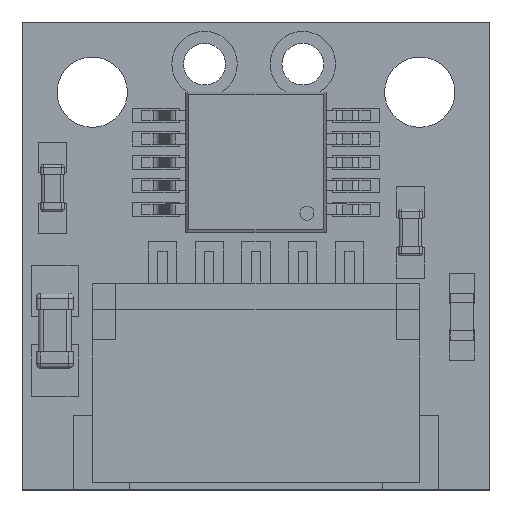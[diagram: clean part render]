
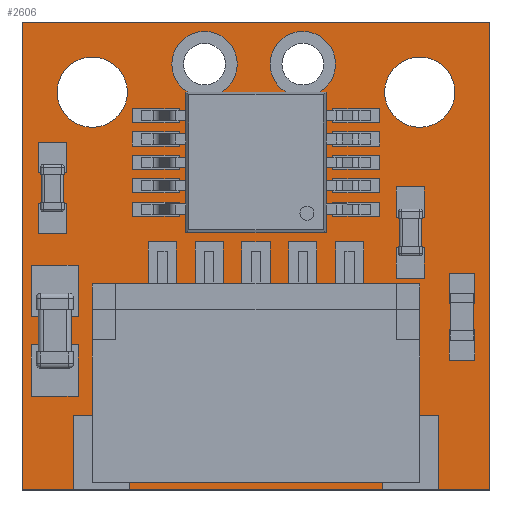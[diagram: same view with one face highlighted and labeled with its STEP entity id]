
A CAD part, top view. The second image highlights one B-rep face of the part: STEP entity #2606.
In plain terms, the highlighted planar face has unit normal (0, 0, 1).
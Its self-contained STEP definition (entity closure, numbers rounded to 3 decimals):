
#1968 = VERTEX_POINT('',#1969);
#1969 = CARTESIAN_POINT('',(15.,10.,0.6));
#1976 = PLANE('',#1977);
#1977 = AXIS2_PLACEMENT_3D('',#1978,#1979,#1980);
#1978 = CARTESIAN_POINT('',(15.,10.,0.));
#1979 = DIRECTION('',(0.,1.,0.));
#1980 = DIRECTION('',(1.,0.,0.));
#1988 = PLANE('',#1989);
#1989 = AXIS2_PLACEMENT_3D('',#1990,#1991,#1992);
#1990 = CARTESIAN_POINT('',(15.,20.,0.));
#1991 = DIRECTION('',(1.,0.,0.));
#1992 = DIRECTION('',(0.,-1.,0.));
#2000 = EDGE_CURVE('',#1968,#2001,#2003,.T.);
#2001 = VERTEX_POINT('',#2002);
#2002 = CARTESIAN_POINT('',(25.,10.,0.6));
#2003 = SURFACE_CURVE('',#2004,(#2008,#2015),.PCURVE_S1.);
#2004 = LINE('',#2005,#2006);
#2005 = CARTESIAN_POINT('',(15.,10.,0.6));
#2006 = VECTOR('',#2007,1.);
#2007 = DIRECTION('',(1.,0.,0.));
#2008 = PCURVE('',#1976,#2009);
#2009 = DEFINITIONAL_REPRESENTATION('',(#2010),#2014);
#2010 = LINE('',#2011,#2012);
#2011 = CARTESIAN_POINT('',(0.,-0.6));
#2012 = VECTOR('',#2013,1.);
#2013 = DIRECTION('',(1.,0.));
#2014 = ( GEOMETRIC_REPRESENTATION_CONTEXT(2) 
PARAMETRIC_REPRESENTATION_CONTEXT() REPRESENTATION_CONTEXT('2D SPACE',''
  ) );
#2015 = PCURVE('',#2016,#2021);
#2016 = PLANE('',#2017);
#2017 = AXIS2_PLACEMENT_3D('',#2018,#2019,#2020);
#2018 = CARTESIAN_POINT('',(20.,15.,0.6));
#2019 = DIRECTION('',(0.,0.,1.));
#2020 = DIRECTION('',(1.,0.,-0.));
#2021 = DEFINITIONAL_REPRESENTATION('',(#2022),#2026);
#2022 = LINE('',#2023,#2024);
#2023 = CARTESIAN_POINT('',(-5.,-5.));
#2024 = VECTOR('',#2025,1.);
#2025 = DIRECTION('',(1.,0.));
#2026 = ( GEOMETRIC_REPRESENTATION_CONTEXT(2) 
PARAMETRIC_REPRESENTATION_CONTEXT() REPRESENTATION_CONTEXT('2D SPACE',''
  ) );
#2044 = PLANE('',#2045);
#2045 = AXIS2_PLACEMENT_3D('',#2046,#2047,#2048);
#2046 = CARTESIAN_POINT('',(25.,10.,0.));
#2047 = DIRECTION('',(-1.,0.,0.));
#2048 = DIRECTION('',(0.,1.,0.));
#2088 = VERTEX_POINT('',#2089);
#2089 = CARTESIAN_POINT('',(15.,20.,0.6));
#2103 = PLANE('',#2104);
#2104 = AXIS2_PLACEMENT_3D('',#2105,#2106,#2107);
#2105 = CARTESIAN_POINT('',(25.,20.,0.));
#2106 = DIRECTION('',(0.,-1.,0.));
#2107 = DIRECTION('',(-1.,0.,0.));
#2115 = EDGE_CURVE('',#2088,#1968,#2116,.T.);
#2116 = SURFACE_CURVE('',#2117,(#2121,#2128),.PCURVE_S1.);
#2117 = LINE('',#2118,#2119);
#2118 = CARTESIAN_POINT('',(15.,20.,0.6));
#2119 = VECTOR('',#2120,1.);
#2120 = DIRECTION('',(0.,-1.,0.));
#2121 = PCURVE('',#1988,#2122);
#2122 = DEFINITIONAL_REPRESENTATION('',(#2123),#2127);
#2123 = LINE('',#2124,#2125);
#2124 = CARTESIAN_POINT('',(0.,-0.6));
#2125 = VECTOR('',#2126,1.);
#2126 = DIRECTION('',(1.,0.));
#2127 = ( GEOMETRIC_REPRESENTATION_CONTEXT(2) 
PARAMETRIC_REPRESENTATION_CONTEXT() REPRESENTATION_CONTEXT('2D SPACE',''
  ) );
#2128 = PCURVE('',#2016,#2129);
#2129 = DEFINITIONAL_REPRESENTATION('',(#2130),#2134);
#2130 = LINE('',#2131,#2132);
#2131 = CARTESIAN_POINT('',(-5.,5.));
#2132 = VECTOR('',#2133,1.);
#2133 = DIRECTION('',(0.,-1.));
#2134 = ( GEOMETRIC_REPRESENTATION_CONTEXT(2) 
PARAMETRIC_REPRESENTATION_CONTEXT() REPRESENTATION_CONTEXT('2D SPACE',''
  ) );
#2162 = EDGE_CURVE('',#2001,#2163,#2165,.T.);
#2163 = VERTEX_POINT('',#2164);
#2164 = CARTESIAN_POINT('',(25.,20.,0.6));
#2165 = SURFACE_CURVE('',#2166,(#2170,#2177),.PCURVE_S1.);
#2166 = LINE('',#2167,#2168);
#2167 = CARTESIAN_POINT('',(25.,10.,0.6));
#2168 = VECTOR('',#2169,1.);
#2169 = DIRECTION('',(0.,1.,0.));
#2170 = PCURVE('',#2044,#2171);
#2171 = DEFINITIONAL_REPRESENTATION('',(#2172),#2176);
#2172 = LINE('',#2173,#2174);
#2173 = CARTESIAN_POINT('',(0.,-0.6));
#2174 = VECTOR('',#2175,1.);
#2175 = DIRECTION('',(1.,0.));
#2176 = ( GEOMETRIC_REPRESENTATION_CONTEXT(2) 
PARAMETRIC_REPRESENTATION_CONTEXT() REPRESENTATION_CONTEXT('2D SPACE',''
  ) );
#2177 = PCURVE('',#2016,#2178);
#2178 = DEFINITIONAL_REPRESENTATION('',(#2179),#2183);
#2179 = LINE('',#2180,#2181);
#2180 = CARTESIAN_POINT('',(5.,-5.));
#2181 = VECTOR('',#2182,1.);
#2182 = DIRECTION('',(0.,1.));
#2183 = ( GEOMETRIC_REPRESENTATION_CONTEXT(2) 
PARAMETRIC_REPRESENTATION_CONTEXT() REPRESENTATION_CONTEXT('2D SPACE',''
  ) );
#2233 = EDGE_CURVE('',#2163,#2088,#2234,.T.);
#2234 = SURFACE_CURVE('',#2235,(#2239,#2246),.PCURVE_S1.);
#2235 = LINE('',#2236,#2237);
#2236 = CARTESIAN_POINT('',(25.,20.,0.6));
#2237 = VECTOR('',#2238,1.);
#2238 = DIRECTION('',(-1.,0.,0.));
#2239 = PCURVE('',#2103,#2240);
#2240 = DEFINITIONAL_REPRESENTATION('',(#2241),#2245);
#2241 = LINE('',#2242,#2243);
#2242 = CARTESIAN_POINT('',(0.,-0.6));
#2243 = VECTOR('',#2244,1.);
#2244 = DIRECTION('',(1.,0.));
#2245 = ( GEOMETRIC_REPRESENTATION_CONTEXT(2) 
PARAMETRIC_REPRESENTATION_CONTEXT() REPRESENTATION_CONTEXT('2D SPACE',''
  ) );
#2246 = PCURVE('',#2016,#2247);
#2247 = DEFINITIONAL_REPRESENTATION('',(#2248),#2252);
#2248 = LINE('',#2249,#2250);
#2249 = CARTESIAN_POINT('',(5.,5.));
#2250 = VECTOR('',#2251,1.);
#2251 = DIRECTION('',(-1.,0.));
#2252 = ( GEOMETRIC_REPRESENTATION_CONTEXT(2) 
PARAMETRIC_REPRESENTATION_CONTEXT() REPRESENTATION_CONTEXT('2D SPACE',''
  ) );
#2289 = CYLINDRICAL_SURFACE('',#2290,0.751);
#2290 = AXIS2_PLACEMENT_3D('',#2291,#2292,#2293);
#2291 = CARTESIAN_POINT('',(16.5,18.5,0.));
#2292 = DIRECTION('',(-0.,-0.,-1.));
#2293 = DIRECTION('',(1.,0.,0.));
#2309 = VERTEX_POINT('',#2310);
#2310 = CARTESIAN_POINT('',(17.251,18.5,0.6));
#2331 = EDGE_CURVE('',#2309,#2309,#2332,.T.);
#2332 = SURFACE_CURVE('',#2333,(#2338,#2345),.PCURVE_S1.);
#2333 = CIRCLE('',#2334,0.751);
#2334 = AXIS2_PLACEMENT_3D('',#2335,#2336,#2337);
#2335 = CARTESIAN_POINT('',(16.5,18.5,0.6));
#2336 = DIRECTION('',(0.,0.,1.));
#2337 = DIRECTION('',(1.,0.,-0.));
#2338 = PCURVE('',#2289,#2339);
#2339 = DEFINITIONAL_REPRESENTATION('',(#2340),#2344);
#2340 = LINE('',#2341,#2342);
#2341 = CARTESIAN_POINT('',(6.283,-0.6));
#2342 = VECTOR('',#2343,1.);
#2343 = DIRECTION('',(-1.,0.));
#2344 = ( GEOMETRIC_REPRESENTATION_CONTEXT(2) 
PARAMETRIC_REPRESENTATION_CONTEXT() REPRESENTATION_CONTEXT('2D SPACE',''
  ) );
#2345 = PCURVE('',#2016,#2346);
#2346 = DEFINITIONAL_REPRESENTATION('',(#2347),#2351);
#2347 = CIRCLE('',#2348,0.751);
#2348 = AXIS2_PLACEMENT_2D('',#2349,#2350);
#2349 = CARTESIAN_POINT('',(-3.5,3.5));
#2350 = DIRECTION('',(1.,0.));
#2351 = ( GEOMETRIC_REPRESENTATION_CONTEXT(2) 
PARAMETRIC_REPRESENTATION_CONTEXT() REPRESENTATION_CONTEXT('2D SPACE',''
  ) );
#2367 = CYLINDRICAL_SURFACE('',#2368,0.751);
#2368 = AXIS2_PLACEMENT_3D('',#2369,#2370,#2371);
#2369 = CARTESIAN_POINT('',(23.5,18.5,0.));
#2370 = DIRECTION('',(-0.,-0.,-1.));
#2371 = DIRECTION('',(1.,0.,0.));
#2387 = VERTEX_POINT('',#2388);
#2388 = CARTESIAN_POINT('',(24.251,18.5,0.6));
#2409 = EDGE_CURVE('',#2387,#2387,#2410,.T.);
#2410 = SURFACE_CURVE('',#2411,(#2416,#2423),.PCURVE_S1.);
#2411 = CIRCLE('',#2412,0.751);
#2412 = AXIS2_PLACEMENT_3D('',#2413,#2414,#2415);
#2413 = CARTESIAN_POINT('',(23.5,18.5,0.6));
#2414 = DIRECTION('',(0.,0.,1.));
#2415 = DIRECTION('',(1.,0.,-0.));
#2416 = PCURVE('',#2367,#2417);
#2417 = DEFINITIONAL_REPRESENTATION('',(#2418),#2422);
#2418 = LINE('',#2419,#2420);
#2419 = CARTESIAN_POINT('',(6.283,-0.6));
#2420 = VECTOR('',#2421,1.);
#2421 = DIRECTION('',(-1.,0.));
#2422 = ( GEOMETRIC_REPRESENTATION_CONTEXT(2) 
PARAMETRIC_REPRESENTATION_CONTEXT() REPRESENTATION_CONTEXT('2D SPACE',''
  ) );
#2423 = PCURVE('',#2016,#2424);
#2424 = DEFINITIONAL_REPRESENTATION('',(#2425),#2429);
#2425 = CIRCLE('',#2426,0.751);
#2426 = AXIS2_PLACEMENT_2D('',#2427,#2428);
#2427 = CARTESIAN_POINT('',(3.5,3.5));
#2428 = DIRECTION('',(1.,0.));
#2429 = ( GEOMETRIC_REPRESENTATION_CONTEXT(2) 
PARAMETRIC_REPRESENTATION_CONTEXT() REPRESENTATION_CONTEXT('2D SPACE',''
  ) );
#2445 = CYLINDRICAL_SURFACE('',#2446,0.446);
#2446 = AXIS2_PLACEMENT_3D('',#2447,#2448,#2449);
#2447 = CARTESIAN_POINT('',(18.9,19.1,0.));
#2448 = DIRECTION('',(-0.,-0.,-1.));
#2449 = DIRECTION('',(1.,0.,0.));
#2465 = VERTEX_POINT('',#2466);
#2466 = CARTESIAN_POINT('',(19.346,19.1,0.6));
#2487 = EDGE_CURVE('',#2465,#2465,#2488,.T.);
#2488 = SURFACE_CURVE('',#2489,(#2494,#2501),.PCURVE_S1.);
#2489 = CIRCLE('',#2490,0.446);
#2490 = AXIS2_PLACEMENT_3D('',#2491,#2492,#2493);
#2491 = CARTESIAN_POINT('',(18.9,19.1,0.6));
#2492 = DIRECTION('',(0.,0.,1.));
#2493 = DIRECTION('',(1.,0.,-0.));
#2494 = PCURVE('',#2445,#2495);
#2495 = DEFINITIONAL_REPRESENTATION('',(#2496),#2500);
#2496 = LINE('',#2497,#2498);
#2497 = CARTESIAN_POINT('',(6.283,-0.6));
#2498 = VECTOR('',#2499,1.);
#2499 = DIRECTION('',(-1.,0.));
#2500 = ( GEOMETRIC_REPRESENTATION_CONTEXT(2) 
PARAMETRIC_REPRESENTATION_CONTEXT() REPRESENTATION_CONTEXT('2D SPACE',''
  ) );
#2501 = PCURVE('',#2016,#2502);
#2502 = DEFINITIONAL_REPRESENTATION('',(#2503),#2507);
#2503 = CIRCLE('',#2504,0.446);
#2504 = AXIS2_PLACEMENT_2D('',#2505,#2506);
#2505 = CARTESIAN_POINT('',(-1.1,4.1));
#2506 = DIRECTION('',(1.,0.));
#2507 = ( GEOMETRIC_REPRESENTATION_CONTEXT(2) 
PARAMETRIC_REPRESENTATION_CONTEXT() REPRESENTATION_CONTEXT('2D SPACE',''
  ) );
#2523 = CYLINDRICAL_SURFACE('',#2524,0.446);
#2524 = AXIS2_PLACEMENT_3D('',#2525,#2526,#2527);
#2525 = CARTESIAN_POINT('',(21.,19.1,0.));
#2526 = DIRECTION('',(-0.,-0.,-1.));
#2527 = DIRECTION('',(1.,0.,0.));
#2543 = VERTEX_POINT('',#2544);
#2544 = CARTESIAN_POINT('',(21.446,19.1,0.6));
#2565 = EDGE_CURVE('',#2543,#2543,#2566,.T.);
#2566 = SURFACE_CURVE('',#2567,(#2572,#2579),.PCURVE_S1.);
#2567 = CIRCLE('',#2568,0.446);
#2568 = AXIS2_PLACEMENT_3D('',#2569,#2570,#2571);
#2569 = CARTESIAN_POINT('',(21.,19.1,0.6));
#2570 = DIRECTION('',(0.,0.,1.));
#2571 = DIRECTION('',(1.,0.,-0.));
#2572 = PCURVE('',#2523,#2573);
#2573 = DEFINITIONAL_REPRESENTATION('',(#2574),#2578);
#2574 = LINE('',#2575,#2576);
#2575 = CARTESIAN_POINT('',(6.283,-0.6));
#2576 = VECTOR('',#2577,1.);
#2577 = DIRECTION('',(-1.,0.));
#2578 = ( GEOMETRIC_REPRESENTATION_CONTEXT(2) 
PARAMETRIC_REPRESENTATION_CONTEXT() REPRESENTATION_CONTEXT('2D SPACE',''
  ) );
#2579 = PCURVE('',#2016,#2580);
#2580 = DEFINITIONAL_REPRESENTATION('',(#2581),#2585);
#2581 = CIRCLE('',#2582,0.446);
#2582 = AXIS2_PLACEMENT_2D('',#2583,#2584);
#2583 = CARTESIAN_POINT('',(1.,4.1));
#2584 = DIRECTION('',(1.,0.));
#2585 = ( GEOMETRIC_REPRESENTATION_CONTEXT(2) 
PARAMETRIC_REPRESENTATION_CONTEXT() REPRESENTATION_CONTEXT('2D SPACE',''
  ) );
#2606 = ADVANCED_FACE('',(#2607,#2613,#2616,#2619,#2622),#2016,.T.);
#2607 = FACE_BOUND('',#2608,.T.);
#2608 = EDGE_LOOP('',(#2609,#2610,#2611,#2612));
#2609 = ORIENTED_EDGE('',*,*,#2000,.T.);
#2610 = ORIENTED_EDGE('',*,*,#2162,.T.);
#2611 = ORIENTED_EDGE('',*,*,#2233,.T.);
#2612 = ORIENTED_EDGE('',*,*,#2115,.T.);
#2613 = FACE_BOUND('',#2614,.T.);
#2614 = EDGE_LOOP('',(#2615));
#2615 = ORIENTED_EDGE('',*,*,#2331,.F.);
#2616 = FACE_BOUND('',#2617,.T.);
#2617 = EDGE_LOOP('',(#2618));
#2618 = ORIENTED_EDGE('',*,*,#2409,.F.);
#2619 = FACE_BOUND('',#2620,.T.);
#2620 = EDGE_LOOP('',(#2621));
#2621 = ORIENTED_EDGE('',*,*,#2487,.F.);
#2622 = FACE_BOUND('',#2623,.T.);
#2623 = EDGE_LOOP('',(#2624));
#2624 = ORIENTED_EDGE('',*,*,#2565,.F.);
